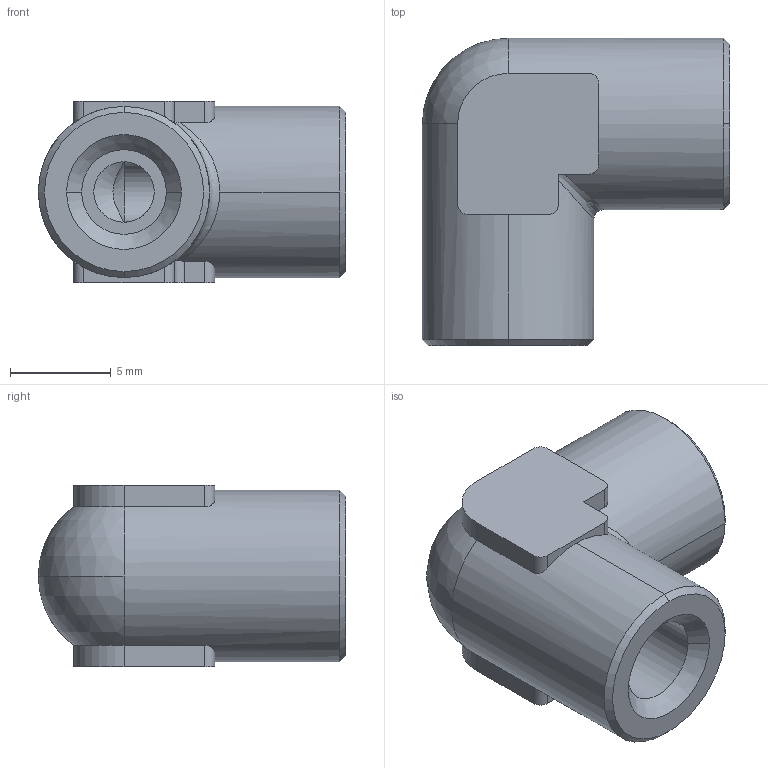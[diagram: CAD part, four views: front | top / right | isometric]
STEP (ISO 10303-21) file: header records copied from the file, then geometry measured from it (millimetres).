
FILE_DESCRIPTION(( 'RA.21.M5.M5.STEP' ), '1');
FILE_NAME( 'RA.21.M5.M5.STEP', '2018-11-09T15:46:43',( 'Sopra'),('sopra-pneumatic.com'), 'SwSTEP 2.0','SolidWorks 2009','' );
FILE_SCHEMA (( 'AUTOMOTIVE_DESIGN' ));
Length unit declared in the file: millimetre
Products named in the file (1): 050100001B500A
Bounding box: 15.25 x 15.25 x 9 mm (x, y, z)
Volume: 1032.7 mm3; surface area: 934.3 mm2
Topology: 1 solids, 1 shells, 54 faces, 135 edges, 85 vertices
Faces by surface type: cylinder 23, plane 18, cone 10, sphere 2, bspline 1
Entity records: 1749 total; most frequent: CARTESIAN_POINT 421, DIRECTION 277, ORIENTED_EDGE 270, EDGE_CURVE 135, AXIS2_PLACEMENT_3D 107, VERTEX_POINT 85, LINE 63, VECTOR 63
